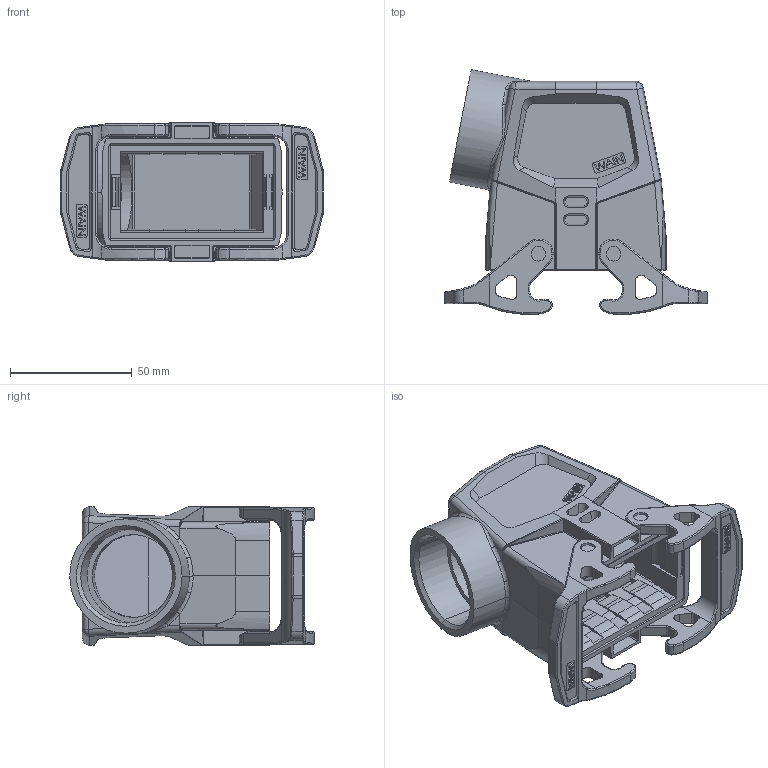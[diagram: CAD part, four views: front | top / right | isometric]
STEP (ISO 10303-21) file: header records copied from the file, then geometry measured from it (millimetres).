
FILE_DESCRIPTION((''),'2;1');
FILE_NAME('11111111111','2022-06-30T',('lj.zou'),(''),'PRO/ENGINEER BY PARAMETRIC TECHNOLOGY CORPORATION, 2012480','PRO/ENGINEER BY PARAMETRIC TECHNOLOGY CORPORATION, 2012480','');
FILE_SCHEMA(('CONFIG_CONTROL_DESIGN'));
Length unit declared in the file: millimetre
Products named in the file (1): 11111111111
Bounding box: 108 x 100.48 x 57 mm (x, y, z)
Volume: 115494.7 mm3; surface area: 58270.7 mm2
Topology: 1 solids, 1 shells, 1214 faces, 3233 edges, 2035 vertices
Faces by surface type: plane 585, cylinder 375, bspline 108, torus 88, extrusion 28, cone 18, sphere 12
Entity records: 47190 total; most frequent: CARTESIAN_POINT 14062, ORIENTED_EDGE 6442, DIRECTION 5545, EDGE_CURVE 3221, VERTEX_POINT 2035, VECTOR 1999, LINE 1971, AXIS2_PLACEMENT_3D 1773
